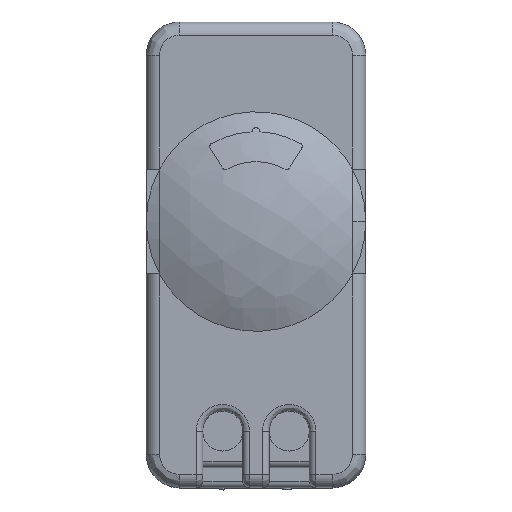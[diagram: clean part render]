
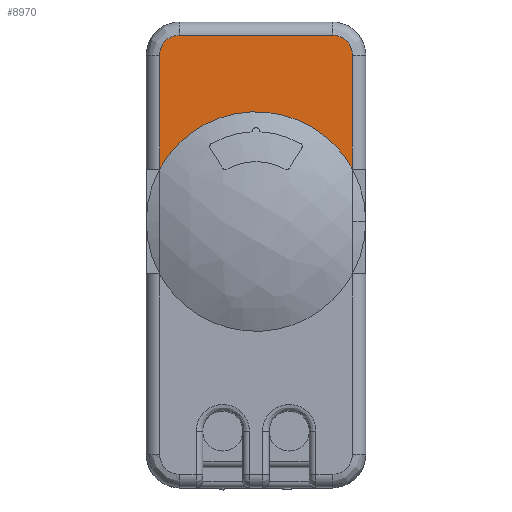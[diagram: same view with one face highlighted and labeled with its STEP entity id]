
A CAD part, top view. The second image highlights one B-rep face of the part: STEP entity #8970.
In plain terms, the highlighted planar face has unit normal (0, 0, 1).
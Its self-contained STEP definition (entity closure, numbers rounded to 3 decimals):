
#132 = VERTEX_POINT ( 'NONE', #2601 ) ;
#233 = CARTESIAN_POINT ( 'NONE',  ( 2., 30., 34. ) ) ;
#330 = CARTESIAN_POINT ( 'NONE',  ( 24.287, 19.566, 34. ) ) ;
#422 = CARTESIAN_POINT ( 'NONE',  ( 6.823, 18.385, 34. ) ) ;
#586 = CARTESIAN_POINT ( 'NONE',  ( 15.011, 21.449, 34. ) ) ;
#1015 = CARTESIAN_POINT ( 'NONE',  ( 30.807, 31.06, 34. ) ) ;
#1093 = CARTESIAN_POINT ( 'NONE',  ( 29.2, 32.75, 34. ) ) ;
#1261 = CARTESIAN_POINT ( 'NONE',  ( 33., -35., 34. ) ) ;
#1836 = VECTOR ( 'NONE', #6147, 1000. ) ;
#1913 = CARTESIAN_POINT ( 'NONE',  ( 13.55, 21.251, 34. ) ) ;
#2040 = ORIENTED_EDGE ( 'NONE', *, *, #10702, .F. ) ;
#2065 = CARTESIAN_POINT ( 'NONE',  ( 28.75, 32.93, 34. ) ) ;
#2080 = CARTESIAN_POINT ( 'NONE',  ( 30.645, 13.528, 34. ) ) ;
#2151 = CARTESIAN_POINT ( 'NONE',  ( 31., 30., 34. ) ) ;
#2601 = CARTESIAN_POINT ( 'NONE',  ( 31., 12.874, 34. ) ) ;
#2972 = CARTESIAN_POINT ( 'NONE',  ( 7.428, 18.801, 34. ) ) ;
#3046 = CARTESIAN_POINT ( 'NONE',  ( 10.716, 20.471, 34. ) ) ;
#3066 = DIRECTION ( 'NONE',  ( 1., 0., 0. ) ) ;
#3139 = CARTESIAN_POINT ( 'NONE',  ( 29.367, 15.356, 34. ) ) ;
#3472 = CARTESIAN_POINT ( 'NONE',  ( 28.382, 33., 34. ) ) ;
#3499 = VECTOR ( 'NONE', #3066, 1000. ) ;
#3643 = CARTESIAN_POINT ( 'NONE',  ( 31., 30.191, 34. ) ) ;
#3733 = CARTESIAN_POINT ( 'NONE',  ( 30.414, 31.829, 34. ) ) ;
#3796 = CARTESIAN_POINT ( 'NONE',  ( 2., 31.757, 34. ) ) ;
#4121 = ORIENTED_EDGE ( 'NONE', *, *, #11474, .T. ) ;
#4268 = AXIS2_PLACEMENT_3D ( 'NONE', #1261, #10970, #17250 ) ;
#4367 = CARTESIAN_POINT ( 'NONE',  ( 23.632, 19.897, 34. ) ) ;
#4443 = CARTESIAN_POINT ( 'NONE',  ( 28.892, 15.919, 34. ) ) ;
#4621 = CARTESIAN_POINT ( 'NONE',  ( 3.579, 15.367, 34. ) ) ;
#4832 = EDGE_CURVE ( 'NONE', #9857, #12499, #13637, .T. ) ;
#4865 = CARTESIAN_POINT ( 'NONE',  ( 30.799, 31.08, 34. ) ) ;
#4883 = CARTESIAN_POINT ( 'NONE',  ( 31., 12.874, 34. ) ) ;
#5031 = CARTESIAN_POINT ( 'NONE',  ( 30.823, 31.015, 34. ) ) ;
#5207 = CARTESIAN_POINT ( 'NONE',  ( 5., 33., 34. ) ) ;
#5765 = CARTESIAN_POINT ( 'NONE',  ( 2.711, 14.183, 34. ) ) ;
#5830 = B_SPLINE_CURVE_WITH_KNOTS ( 'NONE', 3,
 ( #8403, #5765, #4621, #9876, #12495, #422, #2972, #5933, #5845, #3046, #12575, #13893, #1913, #586, #7264, #15112, #11267, #16347, #9627, #4367, #330, #7099, #9705, #12411, #16427, #4443, #3139, #7524, #2080, #4883 ),
 .UNSPECIFIED., .F., .F.,
 ( 4, 2, 2, 2, 2, 2, 2, 2, 2, 2, 2, 2, 2, 2, 4 ),
 ( 0., 0.004, 0.007, 0.009, 0.011, 0.013, 0.015, 0.018, 0.022, 0.024, 0.026, 0.029, 0.031, 0.033, 0.035 ),
 .UNSPECIFIED. ) ;
#5845 = CARTESIAN_POINT ( 'NONE',  ( 9.347, 19.887, 34. ) ) ;
#5933 = CARTESIAN_POINT ( 'NONE',  ( 8.69, 19.553, 34. ) ) ;
#6147 = DIRECTION ( 'NONE',  ( 0., 1., 0. ) ) ;
#6275 = CARTESIAN_POINT ( 'NONE',  ( 30.847, 30.948, 34. ) ) ;
#6356 = CARTESIAN_POINT ( 'NONE',  ( 28., 33., 34. ) ) ;
#6542 = ORIENTED_EDGE ( 'NONE', *, *, #16440, .T. ) ;
#6546 = VECTOR ( 'NONE', #14135, 1000. ) ;
#7099 = CARTESIAN_POINT ( 'NONE',  ( 25.555, 18.813, 34. ) ) ;
#7264 = CARTESIAN_POINT ( 'NONE',  ( 15.758, 21.5, 34. ) ) ;
#7425 = CARTESIAN_POINT ( 'NONE',  ( 29.975, 32.268, 34. ) ) ;
#7524 = CARTESIAN_POINT ( 'NONE',  ( 30.246, 14.158, 34. ) ) ;
#7594 = CARTESIAN_POINT ( 'NONE',  ( 30.897, 30.791, 34. ) ) ;
#7789 = CARTESIAN_POINT ( 'NONE',  ( 2., 12.874, 34. ) ) ;
#8341 = ORIENTED_EDGE ( 'NONE', *, *, #16914, .F. ) ;
#8403 = CARTESIAN_POINT ( 'NONE',  ( 2., 12.874, 34. ) ) ;
#8704 = LINE ( 'NONE', #10081, #1836 ) ;
#8904 = CARTESIAN_POINT ( 'NONE',  ( 29.152, 32.77, 34. ) ) ;
#8970 = ADVANCED_FACE ( 'NONE', ( #9228 ), #13585, .T. ) ;
#9228 = FACE_OUTER_BOUND ( 'NONE', #10729, .T. ) ;
#9606 = CARTESIAN_POINT ( 'NONE',  ( 28., 33., 34. ) ) ;
#9627 = CARTESIAN_POINT ( 'NONE',  ( 22.279, 20.472, 34. ) ) ;
#9705 = CARTESIAN_POINT ( 'NONE',  ( 26.171, 18.389, 34. ) ) ;
#9714 = CARTESIAN_POINT ( 'NONE',  ( 2., -35., 34. ) ) ;
#9857 = VERTEX_POINT ( 'NONE', #233 ) ;
#9876 = CARTESIAN_POINT ( 'NONE',  ( 5.113, 16.963, 34. ) ) ;
#10081 = CARTESIAN_POINT ( 'NONE',  ( 31., -35., 34. ) ) ;
#10376 = CARTESIAN_POINT ( 'NONE',  ( 30.637, 31.489, 34. ) ) ;
#10702 = EDGE_CURVE ( 'NONE', #16619, #11518, #15134, .T. ) ;
#10729 = EDGE_LOOP ( 'NONE', ( #6542, #2040, #8341, #11412, #13854, #4121 ) ) ;
#10867 = CARTESIAN_POINT ( 'NONE',  ( 31., 30., 34. ) ) ;
#10970 = DIRECTION ( 'NONE',  ( 0., 0., 1. ) ) ;
#11267 = CARTESIAN_POINT ( 'NONE',  ( 19.429, 21.306, 34. ) ) ;
#11412 = ORIENTED_EDGE ( 'NONE', *, *, #4832, .T. ) ;
#11474 = EDGE_CURVE ( 'NONE', #132, #15946, #8704, .T. ) ;
#11518 = VERTEX_POINT ( 'NONE', #9606 ) ;
#11597 = CARTESIAN_POINT ( 'NONE',  ( 29.126, 32.781, 34. ) ) ;
#11741 = CARTESIAN_POINT ( 'NONE',  ( 5., 33., 34. ) ) ;
#12411 = CARTESIAN_POINT ( 'NONE',  ( 27.329, 17.471, 34. ) ) ;
#12495 = CARTESIAN_POINT ( 'NONE',  ( 5.666, 17.467, 34. ) ) ;
#12499 = VERTEX_POINT ( 'NONE', #7789 ) ;
#12575 = CARTESIAN_POINT ( 'NONE',  ( 11.414, 20.714, 34. ) ) ;
#12909 = CARTESIAN_POINT ( 'NONE',  ( 29.27, 32.719, 34. ) ) ;
#12997 = CARTESIAN_POINT ( 'NONE',  ( 29.738, 32.461, 34. ) ) ;
#13234 = CARTESIAN_POINT ( 'NONE',  ( 3.243, 33., 34. ) ) ;
#13585 = PLANE ( 'NONE',  #4268 ) ;
#13637 = LINE ( 'NONE', #9714, #6546 ) ;
#13725 = B_SPLINE_CURVE_WITH_KNOTS ( 'NONE', 3,
 ( #2151, #3643, #15702, #7594, #6275, #5031, #1015, #4865, #10376, #3733, #7425, #12997, #15534, #12909, #1093, #8904, #11597, #2065, #3472, #6356 ),
 .UNSPECIFIED., .F., .F.,
 ( 4, 1, 1, 1, 2, 2, 2, 1, 1, 1, 2, 2, 4 ),
 ( 0., 0.125, 0.187, 0.219, 0.234, 0.25, 0.5, 0.625, 0.687, 0.719, 0.734, 0.75, 1. ),
 .UNSPECIFIED. ) ;
#13854 = ORIENTED_EDGE ( 'NONE', *, *, #15080, .T. ) ;
#13893 = CARTESIAN_POINT ( 'NONE',  ( 12.831, 21.104, 34. ) ) ;
#14135 = DIRECTION ( 'NONE',  ( 0., -1., 0. ) ) ;
#14798 =( BOUNDED_CURVE ( )  B_SPLINE_CURVE ( 3, ( #17073, #3796, #13234, #11741 ),
 .UNSPECIFIED., .F., .T. ) 
 B_SPLINE_CURVE_WITH_KNOTS ( ( 4, 4 ),
 ( 0., 1. ),
 .UNSPECIFIED. ) 
 CURVE ( )  GEOMETRIC_REPRESENTATION_ITEM ( )  RATIONAL_B_SPLINE_CURVE ( ( 1., 0.805, 0.805, 1. ) ) 
 REPRESENTATION_ITEM ( '' )  );
#15080 = EDGE_CURVE ( 'NONE', #12499, #132, #5830, .T. ) ;
#15112 = CARTESIAN_POINT ( 'NONE',  ( 17.973, 21.5, 34. ) ) ;
#15134 = LINE ( 'NONE', #15301, #3499 ) ;
#15301 = CARTESIAN_POINT ( 'NONE',  ( 33., 33., 34. ) ) ;
#15534 = CARTESIAN_POINT ( 'NONE',  ( 29.431, 32.64, 34. ) ) ;
#15702 = CARTESIAN_POINT ( 'NONE',  ( 30.974, 30.472, 34. ) ) ;
#15946 = VERTEX_POINT ( 'NONE', #10867 ) ;
#16347 = CARTESIAN_POINT ( 'NONE',  ( 21.58, 20.716, 34. ) ) ;
#16427 = CARTESIAN_POINT ( 'NONE',  ( 27.873, 16.977, 34. ) ) ;
#16440 = EDGE_CURVE ( 'NONE', #15946, #11518, #13725, .T. ) ;
#16619 = VERTEX_POINT ( 'NONE', #5207 ) ;
#16914 = EDGE_CURVE ( 'NONE', #9857, #16619, #14798, .T. ) ;
#17073 = CARTESIAN_POINT ( 'NONE',  ( 2., 30., 34. ) ) ;
#17250 = DIRECTION ( 'NONE',  ( 1., 0., 0. ) ) ;
